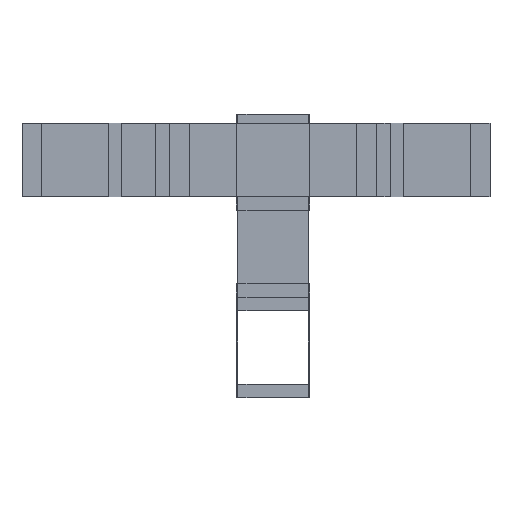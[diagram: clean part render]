
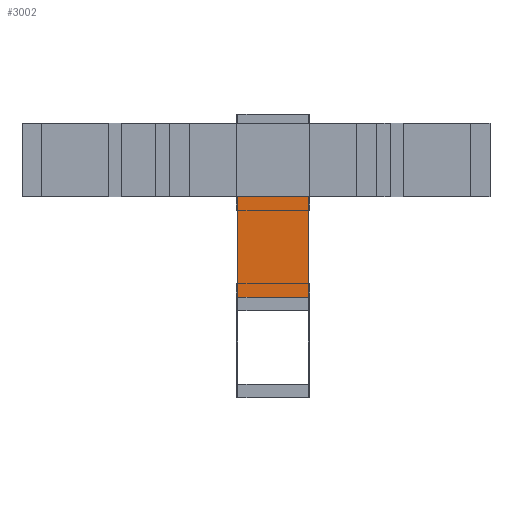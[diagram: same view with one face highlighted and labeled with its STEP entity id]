
A CAD part, left-side view. The second image highlights one B-rep face of the part: STEP entity #3002.
In plain terms, the highlighted planar face has unit normal (-1, 0, 0).
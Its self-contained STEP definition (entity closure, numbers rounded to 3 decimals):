
#142=FACE_OUTER_BOUND('',#316,.T.);
#316=EDGE_LOOP('',(#2223,#2224,#2225,#2226));
#571=LINE('',#4444,#985);
#581=LINE('',#4463,#995);
#582=LINE('',#4466,#996);
#583=LINE('',#4467,#997);
#985=VECTOR('',#3621,10.);
#995=VECTOR('',#3637,10.);
#996=VECTOR('',#3640,10.);
#997=VECTOR('',#3641,10.);
#1351=VERTEX_POINT('',#4441);
#1352=VERTEX_POINT('',#4443);
#1358=VERTEX_POINT('',#4461);
#1359=VERTEX_POINT('',#4465);
#1667=EDGE_CURVE('',#1352,#1351,#571,.T.);
#1677=EDGE_CURVE('',#1351,#1358,#581,.T.);
#1678=EDGE_CURVE('',#1359,#1358,#582,.T.);
#1679=EDGE_CURVE('',#1352,#1359,#583,.T.);
#2223=ORIENTED_EDGE('',*,*,#1677,.T.);
#2224=ORIENTED_EDGE('',*,*,#1678,.F.);
#2225=ORIENTED_EDGE('',*,*,#1679,.F.);
#2226=ORIENTED_EDGE('',*,*,#1667,.T.);
#2828=PLANE('',#3243);
#3002=ADVANCED_FACE('',(#142),#2828,.T.);
#3243=AXIS2_PLACEMENT_3D('',#4464,#3638,#3639);
#3621=DIRECTION('',(0.,1.,0.));
#3637=DIRECTION('',(0.,0.,-1.));
#3638=DIRECTION('center_axis',(-1.,0.,0.));
#3639=DIRECTION('ref_axis',(0.,1.,0.));
#3640=DIRECTION('',(0.,1.,0.));
#3641=DIRECTION('',(0.,0.,-1.));
#4441=CARTESIAN_POINT('',(-24.247,23.247,-24.247));
#4443=CARTESIAN_POINT('',(-24.247,-23.247,-24.247));
#4444=CARTESIAN_POINT('',(-24.247,-23.247,-24.247));
#4461=CARTESIAN_POINT('',(-24.247,23.247,-90.838));
#4463=CARTESIAN_POINT('',(-24.247,23.247,-81.789));
#4464=CARTESIAN_POINT('Origin',(-24.247,-23.247,-81.789));
#4465=CARTESIAN_POINT('',(-24.247,-23.247,-90.838));
#4466=CARTESIAN_POINT('',(-24.247,-23.247,-90.838));
#4467=CARTESIAN_POINT('',(-24.247,-23.247,-24.247));
